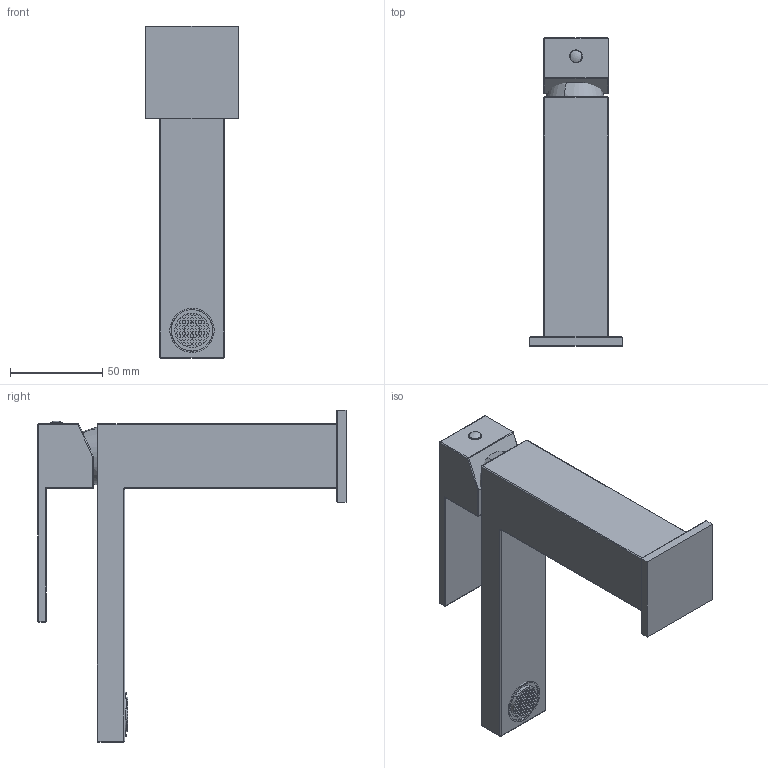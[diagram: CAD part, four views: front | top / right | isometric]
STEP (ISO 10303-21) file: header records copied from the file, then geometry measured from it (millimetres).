
FILE_DESCRIPTION((''),'2;1');
FILE_NAME('QUA0053','2021-05-24T13:54:45',('Michela Ferrini'),(''),'CREO PARAMETRIC BY PTC INC, 2020281','CREO PARAMETRIC BY PTC INC, 2020281','');
FILE_SCHEMA(('CONFIG_CONTROL_DESIGN'));
Length unit declared in the file: millimetre
Products named in the file (8): BODY_LAVABO_QUADRA_1; AERATORE_SLIM_NEOPERL_M24X1_A_1; GHIERA_CARTUCCIA_DA_25_1; LEVA_DA_35_QUADRA_1; TAPPINO_LEVA_1; BASETTA_1; 3D_MONTATO_LAV_QUADRA; QUA0053
Assembly tree (7 placements, depth 3):
  QUA0053
    3D_MONTATO_LAV_QUADRA
      BODY_LAVABO_QUADRA_1
      AERATORE_SLIM_NEOPERL_M24X1_A_1
      GHIERA_CARTUCCIA_DA_25_1
      LEVA_DA_35_QUADRA_1
      TAPPINO_LEVA_1
      BASETTA_1
Bounding box: 50 x 167 x 180 mm (x, y, z)
Volume: 296134.1 mm3; surface area: 58582.6 mm2
Topology: 6 solids, 6 shells, 741 faces, 1922 edges, 1281 vertices
Faces by surface type: plane 657, cylinder 55, sphere 15, torus 8, bspline 4, cone 2
Entity records: 22760 total; most frequent: CARTESIAN_POINT 4237, ORIENTED_EDGE 3836, DIRECTION 3610, EDGE_CURVE 1918, VECTOR 1698, LINE 1698, VERTEX_POINT 1281, AXIS2_PLACEMENT_3D 956
